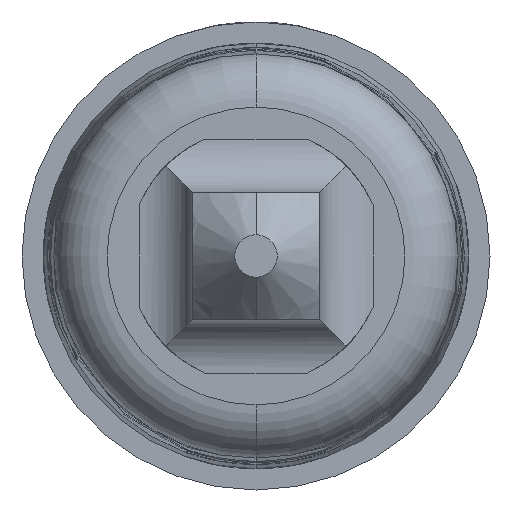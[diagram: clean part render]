
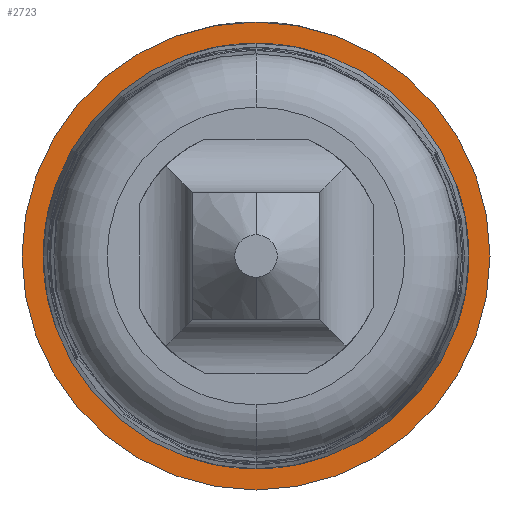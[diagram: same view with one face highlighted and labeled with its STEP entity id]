
A CAD part, front view. The second image highlights one B-rep face of the part: STEP entity #2723.
In plain terms, the highlighted planar face has unit normal (0, -1, 0).
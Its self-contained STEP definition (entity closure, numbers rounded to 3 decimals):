
#127 = ORIENTED_EDGE ( 'NONE', *, *, #2784, .T. ) ;
#399 = CARTESIAN_POINT ( 'NONE',  ( 0., 27., 0. ) ) ;
#527 = CARTESIAN_POINT ( 'NONE',  ( 0., 27., 0. ) ) ;
#720 = CARTESIAN_POINT ( 'NONE',  ( 0., 27., -1. ) ) ;
#730 = DIRECTION ( 'NONE',  ( 0., -1., 0. ) ) ;
#760 = ORIENTED_EDGE ( 'NONE', *, *, #1945, .F. ) ;
#857 = VERTEX_POINT ( 'NONE', #720 ) ;
#954 = VERTEX_POINT ( 'NONE', #1813 ) ;
#1302 = CIRCLE ( 'NONE', #2959, 1. ) ;
#1317 = VERTEX_POINT ( 'NONE', #2082 ) ;
#1384 = ORIENTED_EDGE ( 'NONE', *, *, #3205, .F. ) ;
#1499 = CARTESIAN_POINT ( 'NONE',  ( 0., 27., 1.1 ) ) ;
#1502 = DIRECTION ( 'NONE',  ( 0., -1., 0. ) ) ;
#1532 = VERTEX_POINT ( 'NONE', #1499 ) ;
#1725 = DIRECTION ( 'NONE',  ( 0., 0., -1. ) ) ;
#1813 = CARTESIAN_POINT ( 'NONE',  ( 0., 27., -1.1 ) ) ;
#1945 = EDGE_CURVE ( 'Defeature ausgef�hrt1_3+Defeature ausgef�hrt1_4+Defeature ausgef�hrt1_4+Defeature ausgef�hrt1_4', #1317, #857, #1302, .T. ) ;
#2018 = DIRECTION ( 'NONE',  ( 0., 0., -1. ) ) ;
#2034 = DIRECTION ( 'NONE',  ( 0., -1., 0. ) ) ;
#2082 = CARTESIAN_POINT ( 'NONE',  ( 0., 27., 1. ) ) ;
#2223 = AXIS2_PLACEMENT_3D ( 'NONE', #399, #2034, #3426 ) ;
#2305 = EDGE_LOOP ( 'NONE', ( #1384, #760 ) ) ;
#2423 = CARTESIAN_POINT ( 'NONE',  ( 0., 27., 0. ) ) ;
#2483 = AXIS2_PLACEMENT_3D ( 'NONE', #3703, #2979, #2018 ) ;
#2486 = CIRCLE ( 'NONE', #2677, 1. ) ;
#2677 = AXIS2_PLACEMENT_3D ( 'NONE', #2423, #3760, #1725 ) ;
#2687 = CIRCLE ( 'NONE', #4187, 1.1 ) ;
#2691 = FACE_OUTER_BOUND ( 'NONE', #3100, .T. ) ;
#2723 = ADVANCED_FACE ( 'Defeature ausgef�hrt1_4', ( #2691, #2856 ), #3369, .T. ) ;
#2784 = EDGE_CURVE ( 'Defeature ausgef�hrt1_4+Defeature ausgef�hrt1_5+Defeature ausgef�hrt1_5+Defeature ausgef�hrt1_5', #954, #1532, #3332, .T. ) ;
#2856 = FACE_BOUND ( 'NONE', #2305, .T. ) ;
#2901 = DIRECTION ( 'NONE',  ( 0., 0., -1. ) ) ;
#2959 = AXIS2_PLACEMENT_3D ( 'NONE', #527, #1502, #2901 ) ;
#2979 = DIRECTION ( 'NONE',  ( 0., -1., 0. ) ) ;
#3100 = EDGE_LOOP ( 'NONE', ( #127, #4354 ) ) ;
#3205 = EDGE_CURVE ( 'Defeature ausgef�hrt1_3+Defeature ausgef�hrt1_4+Defeature ausgef�hrt1_4+Defeature ausgef�hrt1_4', #857, #1317, #2486, .T. ) ;
#3332 = CIRCLE ( 'NONE', #2223, 1.1 ) ;
#3369 = PLANE ( 'NONE',  #2483 ) ;
#3426 = DIRECTION ( 'NONE',  ( 0., 0., -1. ) ) ;
#3603 = EDGE_CURVE ( 'Defeature ausgef�hrt1_4+Defeature ausgef�hrt1_5+Defeature ausgef�hrt1_5+Defeature ausgef�hrt1_5', #1532, #954, #2687, .T. ) ;
#3703 = CARTESIAN_POINT ( 'NONE',  ( 1., 27., 0. ) ) ;
#3760 = DIRECTION ( 'NONE',  ( 0., -1., 0. ) ) ;
#3772 = DIRECTION ( 'NONE',  ( 0., 0., -1. ) ) ;
#4104 = CARTESIAN_POINT ( 'NONE',  ( 0., 27., 0. ) ) ;
#4187 = AXIS2_PLACEMENT_3D ( 'NONE', #4104, #730, #3772 ) ;
#4354 = ORIENTED_EDGE ( 'NONE', *, *, #3603, .T. ) ;
